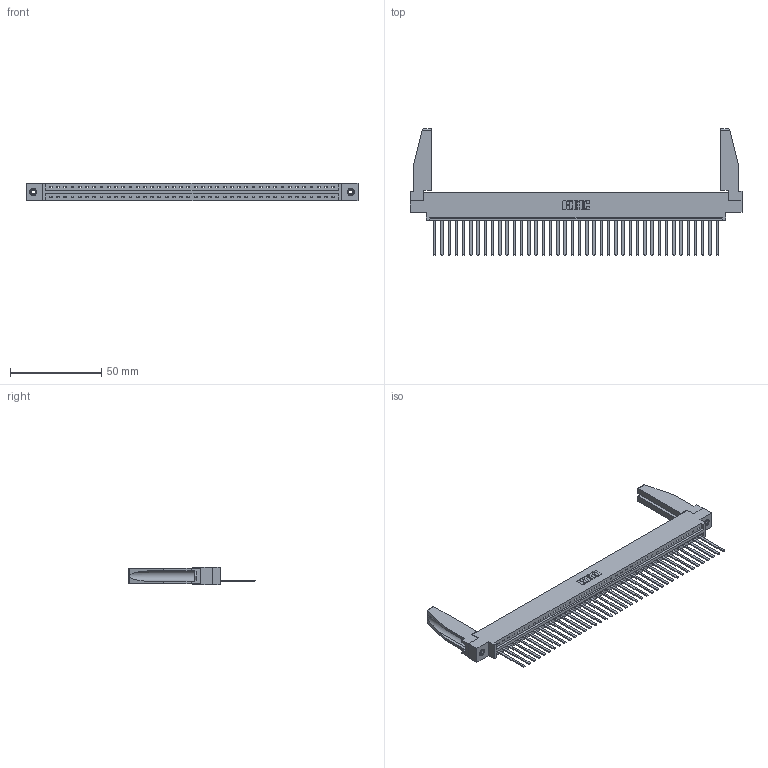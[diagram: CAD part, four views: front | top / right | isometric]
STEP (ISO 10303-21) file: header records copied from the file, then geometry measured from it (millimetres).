
FILE_DESCRIPTION (( 'STEP AP203' ), '1' );
FILE_NAME ('387-040-544-678.STEP', '2019-10-04T19:09:41', ( '' ), ( '' ), 'SwSTEP 2.0', 'SolidWorks 2016', '' );
FILE_SCHEMA (( 'CONFIG_CONTROL_DESIGN' ));
Length unit declared in the file: inch
Products named in the file (5): 345-250-001_345-250-001-102; 337 Part_0.170 Offset - 0.156 Dia-TI; 307-220-078; 345-292-001_345-293-144; 387-040-544-678
Assembly tree (45 placements, depth 2):
  387-040-544-678
    337 Part_0.170 Offset - 0.156 Dia-TI
    345-292-001_345-293-144  x40
    345-250-001_345-250-001-102  x2
    307-220-078  x2
Bounding box: 181.51 x 69.09 x 9.4 mm (x, y, z)
Volume: 23178.8 mm3; surface area: 25271.5 mm2
Topology: 45 solids, 45 shells, 2488 faces, 7453 edges, 4906 vertices
Faces by surface type: plane 1838, cylinder 634, cone 12, torus 4
Entity records: 32380 total; most frequent: CARTESIAN_POINT 5632, ORIENTED_EDGE 5564, DIRECTION 4750, EDGE_CURVE 2782, LINE 2620, VECTOR 2620, VERTEX_POINT 1848, AXIS2_PLACEMENT_3D 1065
